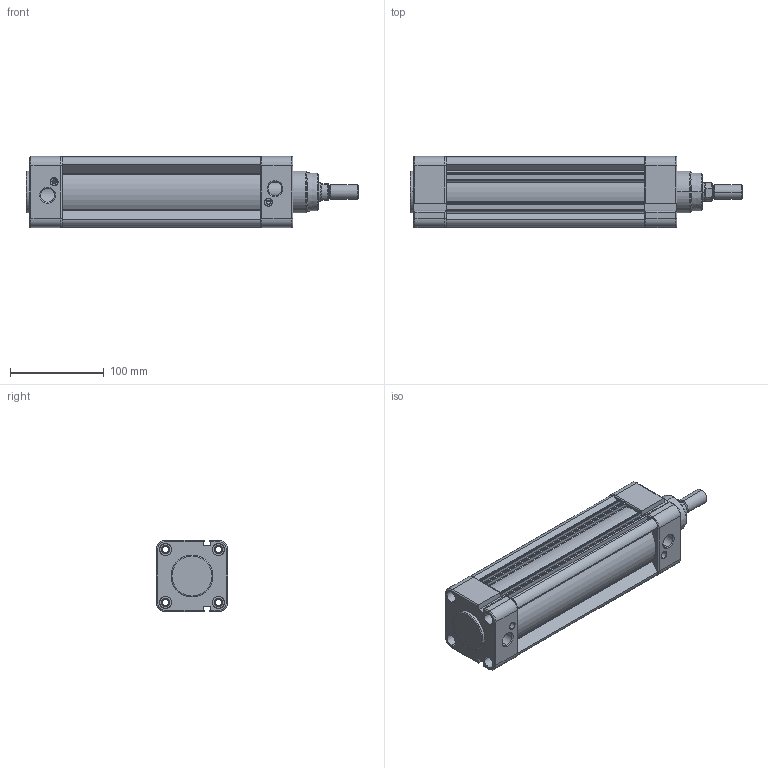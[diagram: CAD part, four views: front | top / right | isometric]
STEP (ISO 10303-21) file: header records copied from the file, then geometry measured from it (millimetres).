
FILE_DESCRIPTION (( 'STEP AP214' ), '1' );
FILE_NAME ('DMCA063-0160.STEP', '2020-08-27T07:10:26', ( '' ), ( '' ), 'SwSTEP 2.0', 'SolidWorks 2020', '' );
FILE_SCHEMA (( 'AUTOMOTIVE_DESIGN' ));
Length unit declared in the file: millimetre
Products named in the file (1): DMCA063-0160
Bounding box: 354.7 x 76 x 76 mm (x, y, z)
Surface area: 259874.2 mm2 (no closed solid volume)
Topology: 0 solids, 6 shells, 662 faces, 1629 edges, 982 vertices
Faces by surface type: cylinder 257, plane 157, torus 130, cone 70, sphere 40, bspline 8
Entity records: 27821 total; most frequent: CARTESIAN_POINT 4594, DIRECTION 3637, ORIENTED_EDGE 3180, EDGE_CURVE 1593, AXIS2_PLACEMENT_3D 1493, VERTEX_POINT 966, CIRCLE 838, EDGE_LOOP 727
